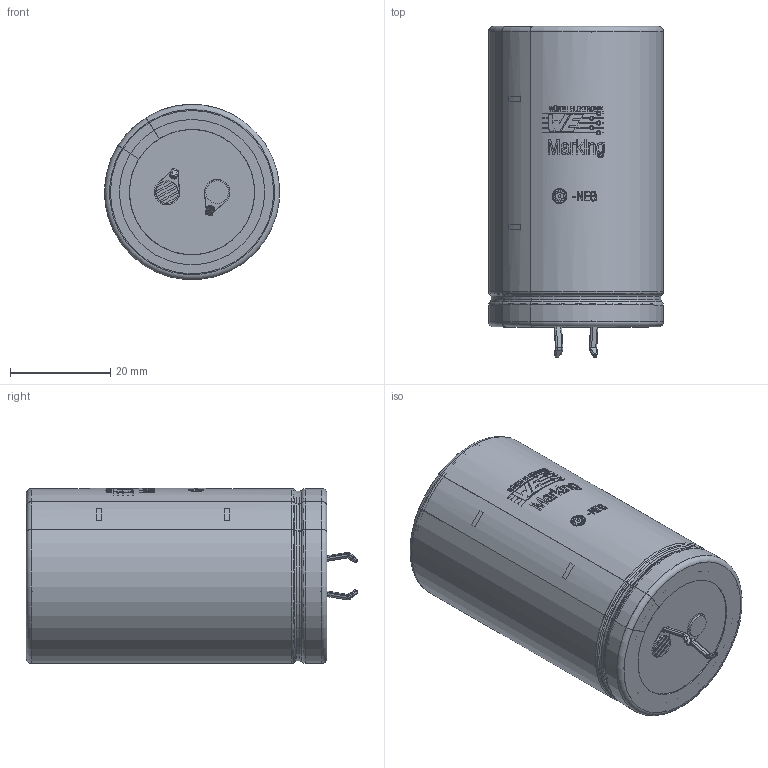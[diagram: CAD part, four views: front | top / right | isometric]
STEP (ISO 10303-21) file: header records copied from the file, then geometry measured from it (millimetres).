
FILE_DESCRIPTION(/* description */ ('Unknown'),/* implementation_level */ '2;1');
FILE_NAME(/* name */ '35x60',/* time_stamp */ '2020-06-02T10:53:35+02:00',/* author */ ('Unknown'),/* organization */ ('Unknown'),/* preprocessor_version */ 'ST-DEVELOPER v16.7',/* originating_system */ 'DEX',/* authorisation */ $);
FILE_SCHEMA (('AUTOMOTIVE_DESIGN {1 0 10303 214 3 1 1}'));
Length unit declared in the file: millimetre
Products named in the file (1): 35x60
Bounding box: 34.94 x 66.14 x 34.95 mm (x, y, z)
Volume: 56702.2 mm3; surface area: 24777.7 mm2
Topology: 1 solids, 3 shells, 605 faces, 1520 edges, 977 vertices
Faces by surface type: plane 316, cylinder 126, bspline 114, torus 33, sphere 16
Full cylindrical faces by diameter (mm): 4.5 x2, 25 x1, 26 x1, 29 x1, 33 x1, 33.5 x1, 33.52 x1, 34.58 x2, 34.6 x2
Entity records: 25877 total; most frequent: CARTESIAN_POINT 9664, ORIENTED_EDGE 2928, DIRECTION 1584, EDGE_CURVE 1464, B_SPLINE_CURVE_WITH_KNOTS 1050, VERTEX_POINT 968, EDGE_LOOP 710, FACE_BOUND 710
